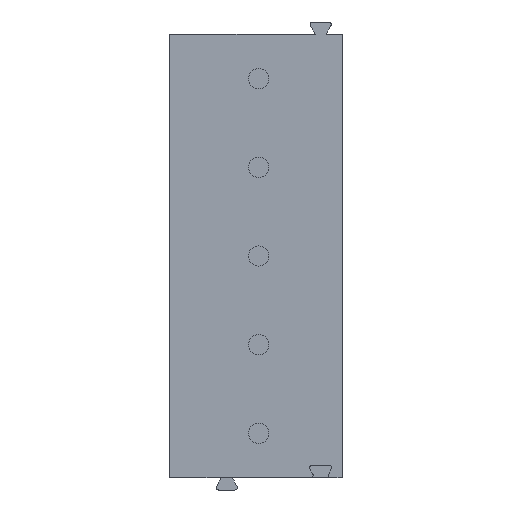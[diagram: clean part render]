
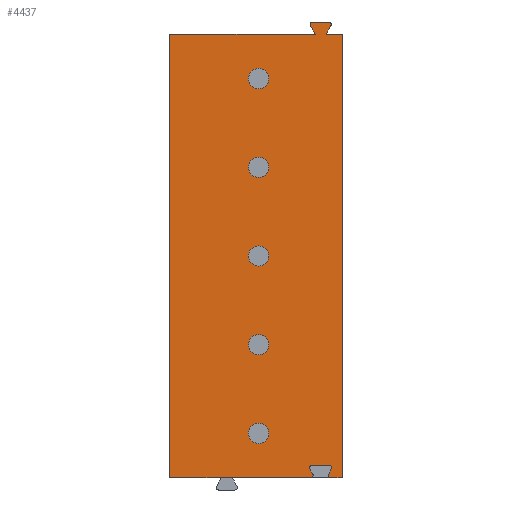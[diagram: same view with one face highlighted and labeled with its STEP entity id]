
A CAD part, front view. The second image highlights one B-rep face of the part: STEP entity #4437.
In plain terms, the highlighted planar face has unit normal (0, -1, 0).
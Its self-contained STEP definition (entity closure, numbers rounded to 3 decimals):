
#26=DIRECTION('',(1.,0.,0.));
#27=VECTOR('',#26,0.634);
#28=CARTESIAN_POINT('',(2.766,-4.2,15.75));
#29=LINE('',#28,#27);
#42=DIRECTION('',(1.,0.,0.));
#43=VECTOR('',#42,5.736);
#44=CARTESIAN_POINT('',(-3.4,-4.2,15.75));
#45=LINE('',#44,#43);
#363=CARTESIAN_POINT('',(2.948,-4.2,-1.65));
#364=DIRECTION('',(0.,-1.,0.));
#365=DIRECTION('',(-0.866,0.,0.5));
#366=AXIS2_PLACEMENT_3D('',#363,#364,#365);
#368=DIRECTION('',(0.5,0.,0.866));
#369=VECTOR('',#368,0.231);
#370=CARTESIAN_POINT('',(2.862,-4.2,-1.6));
#371=LINE('',#370,#369);
#372=CARTESIAN_POINT('',(2.89,-4.2,-1.35));
#373=DIRECTION('',(0.,-1.,0.));
#374=DIRECTION('',(0.866,0.,-0.5));
#375=AXIS2_PLACEMENT_3D('',#372,#373,#374);
#377=DIRECTION('',(-1.,0.,0.));
#378=VECTOR('',#377,0.681);
#379=CARTESIAN_POINT('',(2.89,-4.2,-1.25));
#380=LINE('',#379,#378);
#381=CARTESIAN_POINT('',(2.21,-4.2,-1.35));
#382=DIRECTION('',(0.,-1.,0.));
#383=DIRECTION('',(0.,0.,1.));
#384=AXIS2_PLACEMENT_3D('',#381,#382,#383);
#386=DIRECTION('',(0.5,0.,-0.866));
#387=VECTOR('',#386,0.231);
#388=CARTESIAN_POINT('',(2.123,-4.2,-1.4));
#389=LINE('',#388,#387);
#390=CARTESIAN_POINT('',(2.152,-4.2,-1.65));
#391=DIRECTION('',(0.,-1.,0.));
#392=DIRECTION('',(0.,0.,-1.));
#393=AXIS2_PLACEMENT_3D('',#390,#391,#392);
#395=DIRECTION('',(0.,0.,-1.));
#396=VECTOR('',#395,17.5);
#397=CARTESIAN_POINT('',(-3.4,-4.2,15.75));
#398=LINE('',#397,#396);
#399=DIRECTION('',(0.504,0.,-0.864));
#400=VECTOR('',#399,0.382);
#401=CARTESIAN_POINT('',(2.144,-4.2,16.08));
#402=LINE('',#401,#400);
#403=CARTESIAN_POINT('',(2.23,-4.2,16.13));
#404=DIRECTION('',(0.,-1.,0.));
#405=DIRECTION('',(0.,0.,1.));
#406=AXIS2_PLACEMENT_3D('',#403,#404,#405);
#408=DIRECTION('',(-1.,0.,0.));
#409=VECTOR('',#408,0.64);
#410=CARTESIAN_POINT('',(2.87,-4.2,16.23));
#411=LINE('',#410,#409);
#412=CARTESIAN_POINT('',(2.87,-4.2,16.13));
#413=DIRECTION('',(0.,-1.,0.));
#414=DIRECTION('',(0.866,0.,-0.5));
#415=AXIS2_PLACEMENT_3D('',#412,#413,#414);
#417=DIRECTION('',(0.5,0.,0.866));
#418=VECTOR('',#417,0.381);
#419=CARTESIAN_POINT('',(2.766,-4.2,15.75));
#420=LINE('',#419,#418);
#421=CARTESIAN_POINT('',(0.1,-4.2,0.));
#422=DIRECTION('',(0.,1.,0.));
#423=DIRECTION('',(-1.,0.,0.));
#424=AXIS2_PLACEMENT_3D('',#421,#422,#423);
#426=CARTESIAN_POINT('',(0.1,-4.2,0.));
#427=DIRECTION('',(0.,1.,0.));
#428=DIRECTION('',(1.,0.,0.));
#429=AXIS2_PLACEMENT_3D('',#426,#427,#428);
#431=CARTESIAN_POINT('',(0.1,-4.2,3.5));
#432=DIRECTION('',(0.,1.,0.));
#433=DIRECTION('',(-1.,0.,0.));
#434=AXIS2_PLACEMENT_3D('',#431,#432,#433);
#436=CARTESIAN_POINT('',(0.1,-4.2,3.5));
#437=DIRECTION('',(0.,1.,0.));
#438=DIRECTION('',(1.,0.,0.));
#439=AXIS2_PLACEMENT_3D('',#436,#437,#438);
#441=CARTESIAN_POINT('',(0.1,-4.2,7.));
#442=DIRECTION('',(0.,1.,0.));
#443=DIRECTION('',(-1.,0.,0.));
#444=AXIS2_PLACEMENT_3D('',#441,#442,#443);
#446=CARTESIAN_POINT('',(0.1,-4.2,7.));
#447=DIRECTION('',(0.,1.,0.));
#448=DIRECTION('',(1.,0.,0.));
#449=AXIS2_PLACEMENT_3D('',#446,#447,#448);
#451=CARTESIAN_POINT('',(0.1,-4.2,10.5));
#452=DIRECTION('',(0.,1.,0.));
#453=DIRECTION('',(-1.,0.,0.));
#454=AXIS2_PLACEMENT_3D('',#451,#452,#453);
#456=CARTESIAN_POINT('',(0.1,-4.2,10.5));
#457=DIRECTION('',(0.,1.,0.));
#458=DIRECTION('',(1.,0.,0.));
#459=AXIS2_PLACEMENT_3D('',#456,#457,#458);
#461=CARTESIAN_POINT('',(0.1,-4.2,14.));
#462=DIRECTION('',(0.,1.,0.));
#463=DIRECTION('',(-1.,0.,0.));
#464=AXIS2_PLACEMENT_3D('',#461,#462,#463);
#466=CARTESIAN_POINT('',(0.1,-4.2,14.));
#467=DIRECTION('',(0.,1.,0.));
#468=DIRECTION('',(1.,0.,0.));
#469=AXIS2_PLACEMENT_3D('',#466,#467,#468);
#479=DIRECTION('',(1.,0.,0.));
#480=VECTOR('',#479,0.452);
#481=CARTESIAN_POINT('',(2.948,-4.2,-1.75));
#482=LINE('',#481,#480);
#529=DIRECTION('',(1.,0.,0.));
#530=VECTOR('',#529,5.552);
#531=CARTESIAN_POINT('',(-3.4,-4.2,-1.75));
#532=LINE('',#531,#530);
#593=DIRECTION('',(0.,0.,-1.));
#594=VECTOR('',#593,17.5);
#595=CARTESIAN_POINT('',(3.4,-4.2,15.75));
#596=LINE('',#595,#594);
#3152=CARTESIAN_POINT('',(-3.4,-4.2,15.75));
#3153=VERTEX_POINT('',#3152);
#3154=CARTESIAN_POINT('',(3.4,-4.2,15.75));
#3156=VERTEX_POINT('',#3154);
#3168=CARTESIAN_POINT('',(-3.4,-4.2,-1.75));
#3169=VERTEX_POINT('',#3168);
#3170=CARTESIAN_POINT('',(3.4,-4.2,-1.75));
#3172=VERTEX_POINT('',#3170);
#3206=CARTESIAN_POINT('',(2.336,-4.2,15.75));
#3207=VERTEX_POINT('',#3206);
#3208=CARTESIAN_POINT('',(2.766,-4.2,15.75));
#3209=VERTEX_POINT('',#3208);
#3210=CARTESIAN_POINT('',(2.23,-4.2,16.23));
#3211=CARTESIAN_POINT('',(2.144,-4.2,16.08));
#3212=VERTEX_POINT('',#3210);
#3213=VERTEX_POINT('',#3211);
#3214=CARTESIAN_POINT('',(2.957,-4.2,16.08));
#3215=CARTESIAN_POINT('',(2.87,-4.2,16.23));
#3216=VERTEX_POINT('',#3214);
#3217=VERTEX_POINT('',#3215);
#3242=CARTESIAN_POINT('',(2.948,-4.2,-1.75));
#3243=VERTEX_POINT('',#3242);
#3244=CARTESIAN_POINT('',(2.152,-4.2,-1.75));
#3245=VERTEX_POINT('',#3244);
#3246=CARTESIAN_POINT('',(2.862,-4.2,-1.6));
#3247=VERTEX_POINT('',#3246);
#3248=CARTESIAN_POINT('',(2.977,-4.2,-1.4));
#3249=VERTEX_POINT('',#3248);
#3250=CARTESIAN_POINT('',(2.89,-4.2,-1.25));
#3251=VERTEX_POINT('',#3250);
#3252=CARTESIAN_POINT('',(2.21,-4.2,-1.25));
#3253=VERTEX_POINT('',#3252);
#3254=CARTESIAN_POINT('',(2.123,-4.2,-1.4));
#3255=VERTEX_POINT('',#3254);
#3256=CARTESIAN_POINT('',(2.238,-4.2,-1.6));
#3257=VERTEX_POINT('',#3256);
#3420=CARTESIAN_POINT('',(-0.3,-4.2,0.));
#3421=CARTESIAN_POINT('',(0.5,-4.2,0.));
#3422=VERTEX_POINT('',#3420);
#3423=VERTEX_POINT('',#3421);
#3472=CARTESIAN_POINT('',(-0.3,-4.2,3.5));
#3473=VERTEX_POINT('',#3472);
#3474=CARTESIAN_POINT('',(0.5,-4.2,3.5));
#3475=VERTEX_POINT('',#3474);
#3576=CARTESIAN_POINT('',(-0.3,-4.2,7.));
#3577=VERTEX_POINT('',#3576);
#3578=CARTESIAN_POINT('',(0.5,-4.2,7.));
#3579=VERTEX_POINT('',#3578);
#3760=CARTESIAN_POINT('',(-0.3,-4.2,10.5));
#3761=VERTEX_POINT('',#3760);
#3762=CARTESIAN_POINT('',(0.5,-4.2,10.5));
#3763=VERTEX_POINT('',#3762);
#3904=CARTESIAN_POINT('',(-0.3,-4.2,14.));
#3905=VERTEX_POINT('',#3904);
#3906=CARTESIAN_POINT('',(0.5,-4.2,14.));
#3907=VERTEX_POINT('',#3906);
#4367=CARTESIAN_POINT('',(-3.4,-4.2,15.75));
#4368=DIRECTION('',(0.,-1.,0.));
#4369=DIRECTION('',(1.,0.,0.));
#4370=AXIS2_PLACEMENT_3D('',#4367,#4368,#4369);
#4371=PLANE('',#4370);
#4373=ORIENTED_EDGE('',*,*,#4372,.F.);
#4375=ORIENTED_EDGE('',*,*,#4374,.T.);
#4377=ORIENTED_EDGE('',*,*,#4376,.T.);
#4379=ORIENTED_EDGE('',*,*,#4378,.T.);
#4381=ORIENTED_EDGE('',*,*,#4380,.T.);
#4383=ORIENTED_EDGE('',*,*,#4382,.T.);
#4385=ORIENTED_EDGE('',*,*,#4384,.F.);
#4387=ORIENTED_EDGE('',*,*,#4386,.F.);
#4388=ORIENTED_EDGE('',*,*,#4328,.F.);
#4389=ORIENTED_EDGE('',*,*,#4025,.T.);
#4391=ORIENTED_EDGE('',*,*,#4390,.F.);
#4393=ORIENTED_EDGE('',*,*,#4392,.F.);
#4395=ORIENTED_EDGE('',*,*,#4394,.F.);
#4397=ORIENTED_EDGE('',*,*,#4396,.F.);
#4399=ORIENTED_EDGE('',*,*,#4398,.F.);
#4400=ORIENTED_EDGE('',*,*,#4017,.T.);
#4402=ORIENTED_EDGE('',*,*,#4401,.T.);
#4404=ORIENTED_EDGE('',*,*,#4403,.F.);
#4405=EDGE_LOOP('',(#4373,#4375,#4377,#4379,#4381,#4383,#4385,#4387,#4388,#4389,
#4391,#4393,#4395,#4397,#4399,#4400,#4402,#4404));
#4406=FACE_OUTER_BOUND('',#4405,.F.);
#4408=ORIENTED_EDGE('',*,*,#4407,.F.);
#4410=ORIENTED_EDGE('',*,*,#4409,.F.);
#4411=EDGE_LOOP('',(#4408,#4410));
#4412=FACE_BOUND('',#4411,.F.);
#4414=ORIENTED_EDGE('',*,*,#4413,.F.);
#4416=ORIENTED_EDGE('',*,*,#4415,.F.);
#4417=EDGE_LOOP('',(#4414,#4416));
#4418=FACE_BOUND('',#4417,.F.);
#4420=ORIENTED_EDGE('',*,*,#4419,.F.);
#4422=ORIENTED_EDGE('',*,*,#4421,.F.);
#4423=EDGE_LOOP('',(#4420,#4422));
#4424=FACE_BOUND('',#4423,.F.);
#4426=ORIENTED_EDGE('',*,*,#4425,.F.);
#4428=ORIENTED_EDGE('',*,*,#4427,.F.);
#4429=EDGE_LOOP('',(#4426,#4428));
#4430=FACE_BOUND('',#4429,.F.);
#4432=ORIENTED_EDGE('',*,*,#4431,.F.);
#4434=ORIENTED_EDGE('',*,*,#4433,.F.);
#4435=EDGE_LOOP('',(#4432,#4434));
#4436=FACE_BOUND('',#4435,.F.);
#4437=ADVANCED_FACE('',(#4406,#4412,#4418,#4424,#4430,#4436),#4371,.T.);
#367=CIRCLE('',#366,0.1);
#376=CIRCLE('',#375,0.1);
#385=CIRCLE('',#384,0.1);
#394=CIRCLE('',#393,0.1);
#407=CIRCLE('',#406,0.1);
#416=CIRCLE('',#415,0.1);
#425=CIRCLE('',#424,0.4);
#430=CIRCLE('',#429,0.4);
#435=CIRCLE('',#434,0.4);
#440=CIRCLE('',#439,0.4);
#445=CIRCLE('',#444,0.4);
#450=CIRCLE('',#449,0.4);
#455=CIRCLE('',#454,0.4);
#460=CIRCLE('',#459,0.4);
#465=CIRCLE('',#464,0.4);
#470=CIRCLE('',#469,0.4);
#4017=EDGE_CURVE('',#3209,#3156,#29,.T.);
#4025=EDGE_CURVE('',#3153,#3207,#45,.T.);
#4328=EDGE_CURVE('',#3153,#3169,#398,.T.);
#4372=EDGE_CURVE('',#3247,#3243,#367,.T.);
#4374=EDGE_CURVE('',#3247,#3249,#371,.T.);
#4376=EDGE_CURVE('',#3249,#3251,#376,.T.);
#4378=EDGE_CURVE('',#3251,#3253,#380,.T.);
#4380=EDGE_CURVE('',#3253,#3255,#385,.T.);
#4382=EDGE_CURVE('',#3255,#3257,#389,.T.);
#4384=EDGE_CURVE('',#3245,#3257,#394,.T.);
#4386=EDGE_CURVE('',#3169,#3245,#532,.T.);
#4390=EDGE_CURVE('',#3213,#3207,#402,.T.);
#4392=EDGE_CURVE('',#3212,#3213,#407,.T.);
#4394=EDGE_CURVE('',#3217,#3212,#411,.T.);
#4396=EDGE_CURVE('',#3216,#3217,#416,.T.);
#4398=EDGE_CURVE('',#3209,#3216,#420,.T.);
#4401=EDGE_CURVE('',#3156,#3172,#596,.T.);
#4403=EDGE_CURVE('',#3243,#3172,#482,.T.);
#4407=EDGE_CURVE('',#3422,#3423,#425,.T.);
#4409=EDGE_CURVE('',#3423,#3422,#430,.T.);
#4413=EDGE_CURVE('',#3473,#3475,#435,.T.);
#4415=EDGE_CURVE('',#3475,#3473,#440,.T.);
#4419=EDGE_CURVE('',#3577,#3579,#445,.T.);
#4421=EDGE_CURVE('',#3579,#3577,#450,.T.);
#4425=EDGE_CURVE('',#3761,#3763,#455,.T.);
#4427=EDGE_CURVE('',#3763,#3761,#460,.T.);
#4431=EDGE_CURVE('',#3905,#3907,#465,.T.);
#4433=EDGE_CURVE('',#3907,#3905,#470,.T.);
